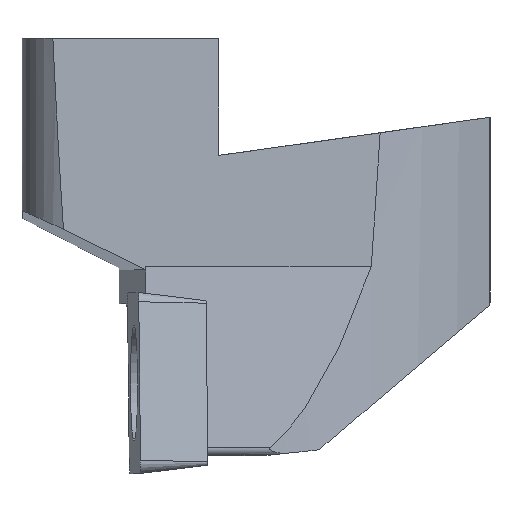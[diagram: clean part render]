
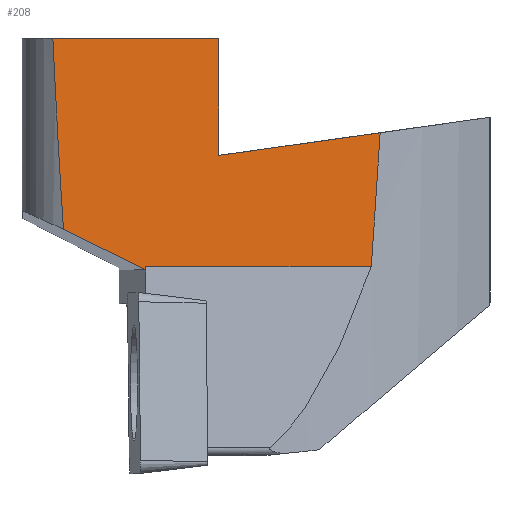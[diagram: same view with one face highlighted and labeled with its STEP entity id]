
A CAD part, left-side view. The second image highlights one B-rep face of the part: STEP entity #208.
In plain terms, the highlighted planar face has unit normal (-0.998, -0.061, 0.035).
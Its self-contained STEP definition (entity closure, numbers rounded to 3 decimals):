
#208=ADVANCED_FACE('',(#312),#270,.F.);
#270=PLANE('',#1289);
#312=FACE_OUTER_BOUND('',#365,.T.);
#365=EDGE_LOOP('',(#529,#530,#531,#532,#533,#534,#535,#536));
#438=ELLIPSE('',#1287,143.269,5.);
#439=ELLIPSE('',#1288,697.619,24.347);
#529=ORIENTED_EDGE('',*,*,#890,.T.);
#530=ORIENTED_EDGE('',*,*,#920,.T.);
#531=ORIENTED_EDGE('',*,*,#874,.F.);
#532=ORIENTED_EDGE('',*,*,#852,.F.);
#533=ORIENTED_EDGE('',*,*,#862,.F.);
#534=ORIENTED_EDGE('',*,*,#921,.F.);
#535=ORIENTED_EDGE('',*,*,#915,.T.);
#536=ORIENTED_EDGE('',*,*,#922,.T.);
#748=VERTEX_POINT('',#1674);
#749=VERTEX_POINT('',#1676);
#758=VERTEX_POINT('',#1695);
#766=VERTEX_POINT('',#1752);
#778=VERTEX_POINT('',#1782);
#779=VERTEX_POINT('',#1784);
#798=VERTEX_POINT('',#1870);
#799=VERTEX_POINT('',#1871);
#852=EDGE_CURVE('',#748,#749,#1004,.T.);
#862=EDGE_CURVE('',#758,#748,#1012,.T.);
#874=EDGE_CURVE('',#749,#766,#1021,.T.);
#890=EDGE_CURVE('',#779,#778,#1034,.T.);
#915=EDGE_CURVE('',#798,#799,#1050,.T.);
#920=EDGE_CURVE('',#778,#766,#438,.T.);
#921=EDGE_CURVE('',#798,#758,#439,.T.);
#922=EDGE_CURVE('',#799,#779,#1054,.T.);
#1004=LINE('',#1675,#1101);
#1012=LINE('',#1696,#1109);
#1021=LINE('',#1751,#1118);
#1034=LINE('',#1783,#1131);
#1050=LINE('',#1869,#1147);
#1054=LINE('',#1881,#1151);
#1101=VECTOR('',#1369,1.);
#1109=VECTOR('',#1383,1.);
#1118=VECTOR('',#1402,1.);
#1131=VECTOR('',#1427,1.);
#1147=VECTOR('',#1461,1.);
#1151=VECTOR('',#1473,1.);
#1287=AXIS2_PLACEMENT_3D('',#1879,#1469,#1470);
#1288=AXIS2_PLACEMENT_3D('',#1880,#1471,#1472);
#1289=AXIS2_PLACEMENT_3D('',#1882,#1474,#1475);
#1369=DIRECTION('',(-0.035,-0.002,-0.999));
#1383=DIRECTION('',(-0.061,0.998,0.));
#1402=DIRECTION('',(-0.04,0.898,0.438));
#1427=DIRECTION('',(-0.061,0.998,0.));
#1461=DIRECTION('',(-0.065,0.988,-0.139));
#1469=DIRECTION('',(-0.998,-0.061,0.035));
#1470=DIRECTION('',(0.035,0.002,0.999));
#1471=DIRECTION('',(0.998,0.061,-0.035));
#1472=DIRECTION('',(-0.035,-0.002,-0.999));
#1473=DIRECTION('',(0.035,0.,0.999));
#1474=DIRECTION('',(0.998,0.061,-0.035));
#1475=DIRECTION('',(0.061,-0.998,0.));
#1674=CARTESIAN_POINT('',(-53.78,-1.862,-7.815));
#1675=CARTESIAN_POINT('',(-53.78,-1.862,-7.815));
#1676=CARTESIAN_POINT('',(-53.787,-1.863,-8.));
#1695=CARTESIAN_POINT('',(-52.813,-17.676,-7.815));
#1696=CARTESIAN_POINT('',(-54.504,9.965,-7.815));
#1751=CARTESIAN_POINT('',(-54.221,7.983,-3.194));
#1752=CARTESIAN_POINT('',(-54.041,3.893,-5.19));
#1782=CARTESIAN_POINT('',(-53.618,4.636,8.2));
#1783=CARTESIAN_POINT('',(-53.44,1.735,8.2));
#1784=CARTESIAN_POINT('',(-52.906,-7.,8.2));
#1869=CARTESIAN_POINT('',(-53.035,-9.394,0.336));
#1870=CARTESIAN_POINT('',(-52.446,-18.301,1.588));
#1871=CARTESIAN_POINT('',(-53.193,-7.,0.));
#1879=CARTESIAN_POINT('',(-49.5,1.8,120.934));
#1880=CARTESIAN_POINT('',(-31.642,-5.653,618.332));
#1881=CARTESIAN_POINT('',(-52.921,-7.,7.762));
#1882=CARTESIAN_POINT('',(-54.504,9.965,-7.815));
